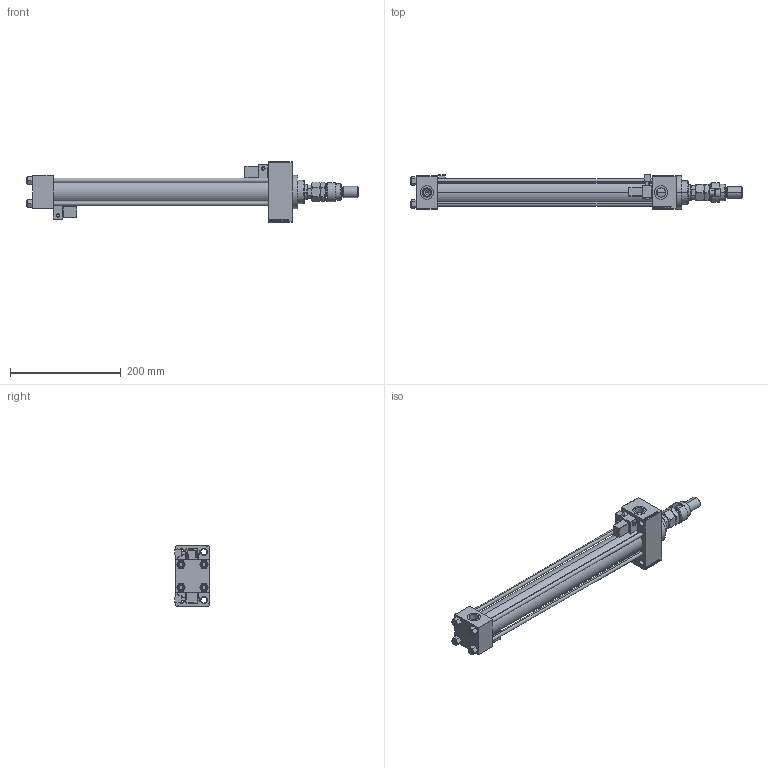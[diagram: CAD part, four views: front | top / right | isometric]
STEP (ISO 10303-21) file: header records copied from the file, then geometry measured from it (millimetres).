
FILE_DESCRIPTION (( 'STEP AP203' ), '1' );
FILE_NAME ('0c86.STEP', '2022-09-13T23:41:07', ( '' ), ( '' ), 'SwSTEP 2.0', 'SolidWorks 2019', '' );
FILE_SCHEMA (( 'CONFIG_CONTROL_DESIGN' ));
Length unit declared in the file: millimetre
Products named in the file (10): 0c86; V215CR_D_Body c72b016d23f860be80a746d7359ec75d; NUT_M5_D c72b016d23f860be80a746d7359ec75d; V215CR_MSU c72b016d23f860be80a746d7359ec75d; FEMALE_PART_FOR_DFA c72b016d23f860be80a746d7359ec75d; MFA c72b016d23f860be80a746d7359ec75d; V215CR_VCP_D c72b016d23f860be80a746d7359ec75d; V215CR_D_TYCINKA c72b016d23f860be80a746d7359ec75d; DFA c72b016d23f860be80a746d7359ec75d; V215_VC_A c72b016d23f860be80a746d7359ec75d
Assembly tree (16 placements, depth 3):
  0c86
    V215CR_D_Body c72b016d23f860be80a746d7359ec75d
    V215CR_VCP_D c72b016d23f860be80a746d7359ec75d
    NUT_M5_D c72b016d23f860be80a746d7359ec75d  x4
    V215CR_D_TYCINKA c72b016d23f860be80a746d7359ec75d  x4
    V215_VC_A c72b016d23f860be80a746d7359ec75d
    DFA c72b016d23f860be80a746d7359ec75d
      FEMALE_PART_FOR_DFA c72b016d23f860be80a746d7359ec75d
      MFA c72b016d23f860be80a746d7359ec75d
    V215CR_MSU c72b016d23f860be80a746d7359ec75d  x2
Bounding box: 599 x 61.9 x 109 mm (x, y, z)
Volume: 1021705.5 mm3; surface area: 305767.4 mm2
Topology: 15 solids, 15 shells, 1353 faces, 3319 edges, 2093 vertices
Faces by surface type: plane 588, bspline 368, cone 184, cylinder 165, torus 24, sphere 24
Entity records: 52568 total; most frequent: CARTESIAN_POINT 26202, ORIENTED_EDGE 5748, DIRECTION 4030, EDGE_CURVE 2874, VERTEX_POINT 1853, LINE 1668, VECTOR 1668, EDGE_LOOP 1293
